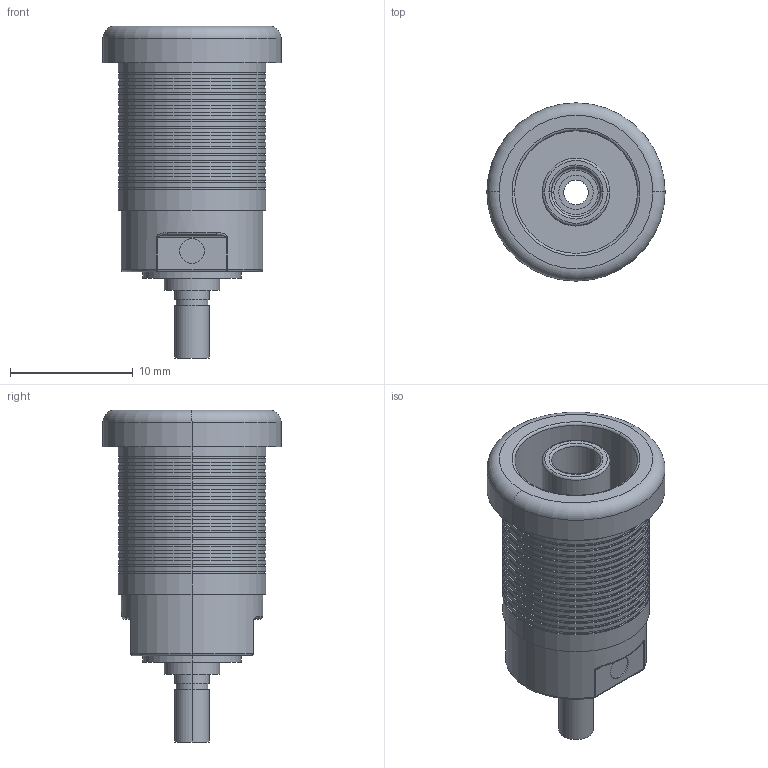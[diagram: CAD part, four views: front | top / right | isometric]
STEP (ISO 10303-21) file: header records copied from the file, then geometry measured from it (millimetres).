
FILE_DESCRIPTION (( 'STEP AP214' ), '1' );
FILE_NAME ('Fiche_Banane_Noir.STEP', '2017-07-07T11:56:56', ( 'UTILISATEUR' ), ( 'Hewlett-Packard Company' ), 'SwSTEP 2.0', 'SolidWorks 2016', '' );
FILE_SCHEMA (( 'AUTOMOTIVE_DESIGN' ));
Length unit declared in the file: millimetre
Products named in the file (1): Fiche_Banane_Noir
Bounding box: 14.5 x 14.5 x 27 mm (x, y, z)
Volume: 1307.8 mm3; surface area: 2326.5 mm2
Topology: 2 solids, 2 shells, 188 faces, 384 edges, 243 vertices
Faces by surface type: cylinder 110, plane 55, torus 15, bspline 4, sphere 4
Entity records: 5213 total; most frequent: CARTESIAN_POINT 996, DIRECTION 996, ORIENTED_EDGE 760, AXIS2_PLACEMENT_3D 439, EDGE_CURVE 380, CIRCLE 254, VERTEX_POINT 243, EDGE_LOOP 239
